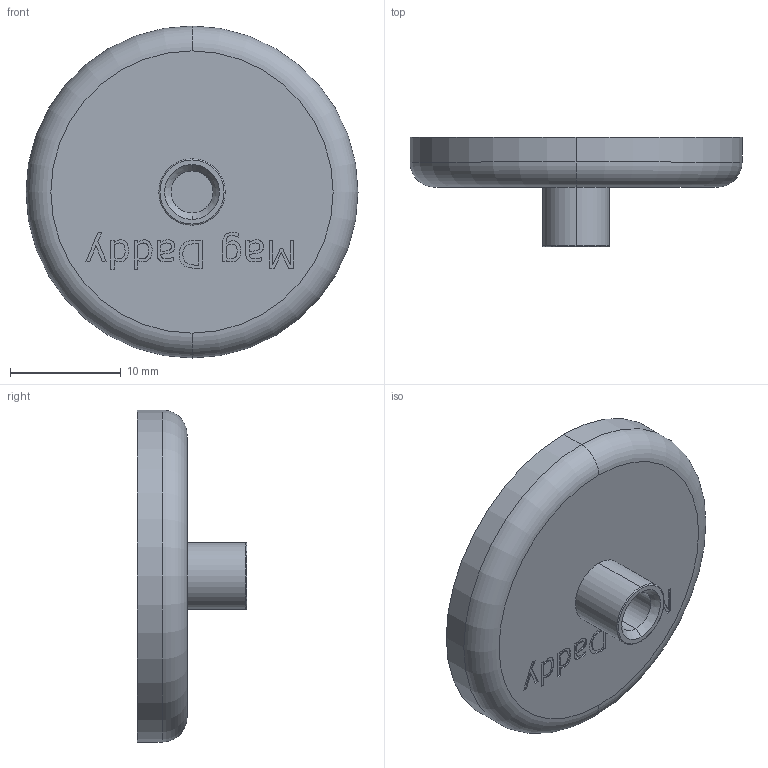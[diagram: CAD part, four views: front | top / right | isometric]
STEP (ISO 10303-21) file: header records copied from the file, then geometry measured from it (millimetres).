
FILE_DESCRIPTION (( 'STEP AP203' ), '1' );
FILE_NAME ('MAGTF.STEP', '2022-11-17T20:00:20', ( '' ), ( '' ), 'SwSTEP 2.0', 'SolidWorks 2021', '' );
FILE_SCHEMA (( 'CONFIG_CONTROL_DESIGN' ));
Length unit declared in the file: millimetre
Products named in the file (3): MAGNET 40LB Ø25mm; MAGTF; MAGTF CUP Ø30mm
Assembly tree (2 placements, depth 2):
  MAGTF
    MAGTF CUP Ø30mm
    MAGNET 40LB Ø25mm
Bounding box: 30 x 9.9 x 30 mm (x, y, z)
Volume: 2860 mm3; surface area: 3314.2 mm2
Topology: 2 solids, 2 shells, 172 faces, 444 edges, 292 vertices
Faces by surface type: plane 80, bspline 70, torus 10, cylinder 10, cone 2
Entity records: 8395 total; most frequent: CARTESIAN_POINT 4335, ORIENTED_EDGE 888, DIRECTION 560, EDGE_CURVE 444, VERTEX_POINT 292, VECTOR 262, LINE 262, EDGE_LOOP 190
